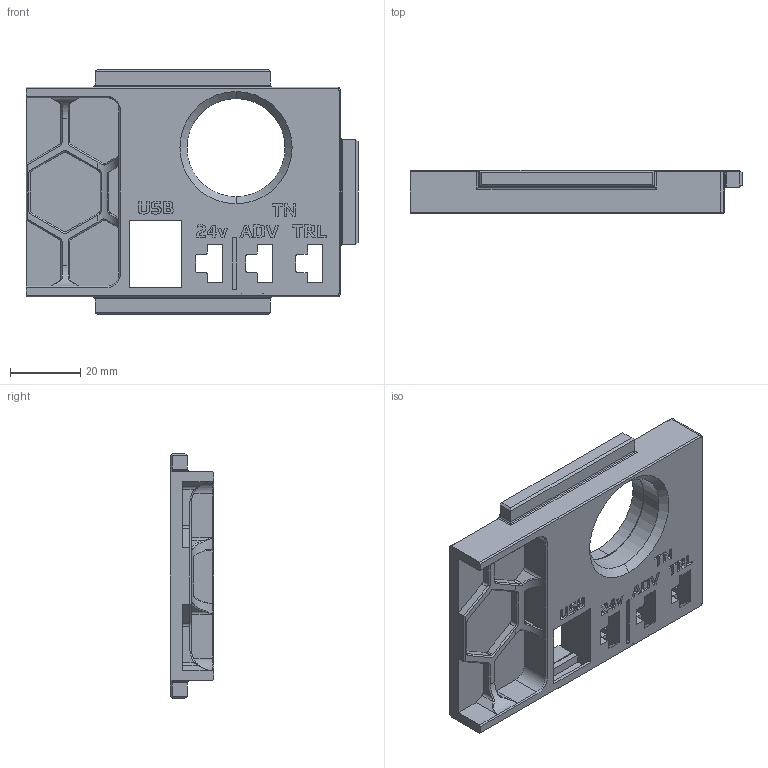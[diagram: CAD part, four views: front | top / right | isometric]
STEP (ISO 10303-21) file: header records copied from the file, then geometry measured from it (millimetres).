
FILE_DESCRIPTION (( 'STEP AP203' ), '1' );
FILE_NAME ('Box_Turtle_right_rear_skirt_keystone_microfit.STEP', '2025-02-09T20:05:24', ( '' ), ( '' ), 'SwSTEP 2.0', 'SolidWorks 2025', '' );
FILE_SCHEMA (( 'CONFIG_CONTROL_DESIGN' ));
Length unit declared in the file: millimetre
Products named in the file (1): Box_Turtle_right_rear_skirt_keystone_microfit
Bounding box: 94.7 x 12.4 x 69.8 mm (x, y, z)
Volume: 42230.2 mm3; surface area: 20967.9 mm2
Topology: 4 solids, 9 shells, 633 faces, 1594 edges, 999 vertices
Faces by surface type: plane 416, cylinder 94, bspline 70, cone 53
Entity records: 22445 total; most frequent: CARTESIAN_POINT 7712, ORIENTED_EDGE 3172, DIRECTION 2729, EDGE_CURVE 1586, LINE 1207, VECTOR 1207, VERTEX_POINT 999, AXIS2_PLACEMENT_3D 761
